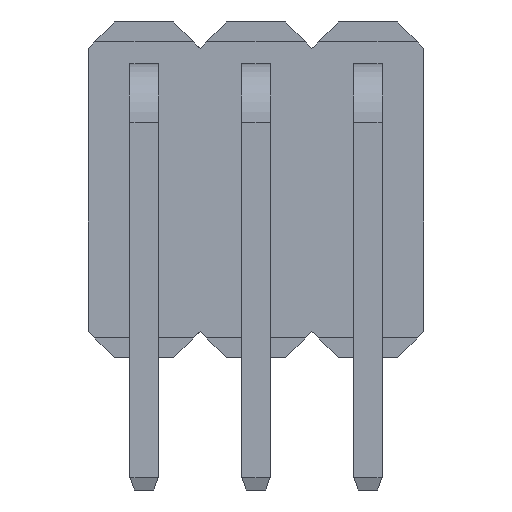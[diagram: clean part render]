
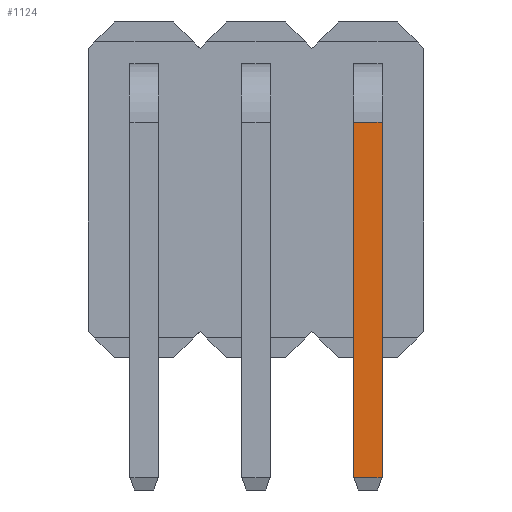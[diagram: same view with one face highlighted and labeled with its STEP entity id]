
A CAD part, front view. The second image highlights one B-rep face of the part: STEP entity #1124.
In plain terms, the highlighted planar face has unit normal (0, -1, 0).
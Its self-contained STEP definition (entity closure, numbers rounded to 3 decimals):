
#1124=ADVANCED_FACE('',(#3176),#3178,.T.);
#3176=FACE_BOUND('',#3177,.T.);
#3177=EDGE_LOOP('',(#4793,#4794,#4795,#4796));
#3178=PLANE('',#3179);
#3179=AXIS2_PLACEMENT_3D('',#3180,#3181,#3182);
#3180=CARTESIAN_POINT('',(4.76,-5.4,-3.));
#3181=DIRECTION('',(0.,-1.,0.));
#3182=DIRECTION('',(1.,0.,0.));
#4793=ORIENTED_EDGE('',*,*,#5760,.T.);
#4794=ORIENTED_EDGE('',*,*,#5468,.T.);
#4795=ORIENTED_EDGE('',*,*,#5754,.F.);
#4796=ORIENTED_EDGE('',*,*,#5459,.F.);
#5459=EDGE_CURVE('',#6207,#6209,#6210,.T.);
#5468=EDGE_CURVE('',#6216,#6222,#6224,.T.);
#5754=EDGE_CURVE('',#6209,#6222,#6682,.T.);
#5760=EDGE_CURVE('',#6207,#6216,#6692,.T.);
#6207=VERTEX_POINT('',#7485);
#6209=VERTEX_POINT('',#7489);
#6210=LINE('',#7490,#7491);
#6216=VERTEX_POINT('',#7508);
#6222=VERTEX_POINT('',#7521);
#6224=LINE('',#7526,#7527);
#6682=LINE('',#8588,#8589);
#6692=LINE('',#8610,#8611);
#7485=CARTESIAN_POINT('',(4.76,-5.4,-2.725));
#7489=CARTESIAN_POINT('',(4.76,-5.4,5.35));
#7490=CARTESIAN_POINT('',(4.76,-5.4,-2.725));
#7491=VECTOR('',#7492,1.);
#7492=DIRECTION('',(0.,0.,1.));
#7508=CARTESIAN_POINT('',(5.4,-5.4,-2.725));
#7521=CARTESIAN_POINT('',(5.4,-5.4,5.35));
#7526=CARTESIAN_POINT('',(5.4,-5.4,-2.725));
#7527=VECTOR('',#7528,1.);
#7528=DIRECTION('',(0.,0.,1.));
#8588=CARTESIAN_POINT('',(4.76,-5.4,5.35));
#8589=VECTOR('',#8590,1.);
#8590=DIRECTION('',(1.,0.,0.));
#8610=CARTESIAN_POINT('',(4.76,-5.4,-2.725));
#8611=VECTOR('',#8612,1.);
#8612=DIRECTION('',(1.,0.,0.));
